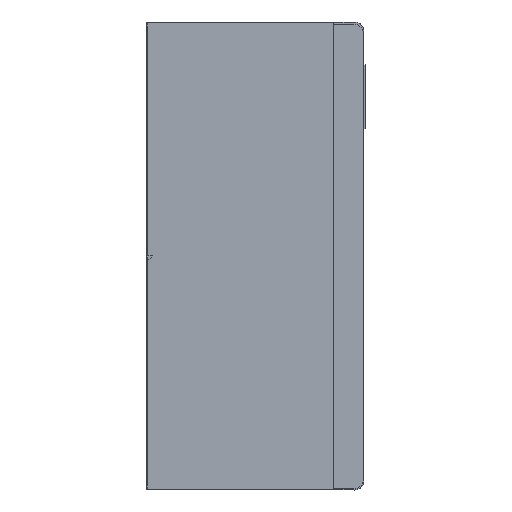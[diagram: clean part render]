
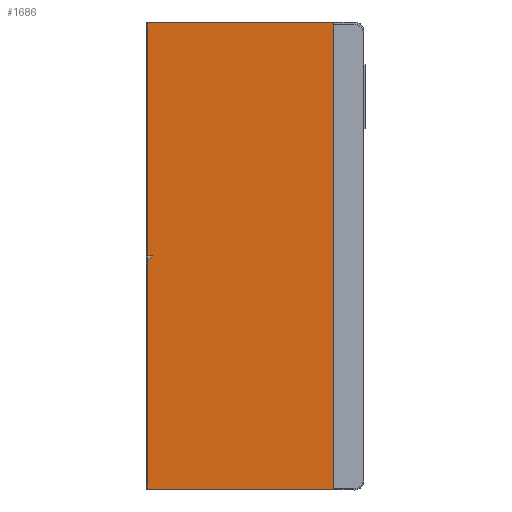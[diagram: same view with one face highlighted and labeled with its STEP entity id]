
A CAD part, front view. The second image highlights one B-rep face of the part: STEP entity #1686.
In plain terms, the highlighted planar face has unit normal (0, -1, 0).
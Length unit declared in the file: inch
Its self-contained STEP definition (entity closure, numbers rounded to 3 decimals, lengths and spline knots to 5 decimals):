
#5 = EDGE_CURVE ( 'NONE', #742, #645, #1733, .T. ) ;
#28 = ORIENTED_EDGE ( 'NONE', *, *, #2634, .F. ) ;
#54 = LINE ( 'NONE', #1450, #2192 ) ;
#83 = VERTEX_POINT ( 'NONE', #2475 ) ;
#86 = VECTOR ( 'NONE', #406, 39.37008 ) ;
#114 = CARTESIAN_POINT ( 'NONE',  ( 0.15355, -11.49961, -0.57911 ) ) ;
#165 = ORIENTED_EDGE ( 'NONE', *, *, #2600, .F. ) ;
#207 = DIRECTION ( 'NONE',  ( -1., 0., 0. ) ) ;
#213 = CARTESIAN_POINT ( 'NONE',  ( 10.6177, -11.49961, -26.29582 ) ) ;
#235 = LINE ( 'NONE', #1624, #2213 ) ;
#257 = VERTEX_POINT ( 'NONE', #213 ) ;
#258 = CARTESIAN_POINT ( 'NONE',  ( 0.43989, -11.49961, -13.17291 ) ) ;
#272 = LINE ( 'NONE', #258, #1851 ) ;
#278 = VECTOR ( 'NONE', #2363, 39.37008 ) ;
#284 = EDGE_CURVE ( 'NONE', #1417, #1298, #235, .T. ) ;
#294 = LINE ( 'NONE', #747, #1448 ) ;
#328 = EDGE_CURVE ( 'NONE', #985, #2028, #294, .T. ) ;
#355 = ORIENTED_EDGE ( 'NONE', *, *, #5, .T. ) ;
#364 = LINE ( 'NONE', #1464, #1461 ) ;
#406 = DIRECTION ( 'NONE',  ( 0., 0., -1. ) ) ;
#499 = EDGE_CURVE ( 'NONE', #257, #742, #54, .T. ) ;
#592 = DIRECTION ( 'NONE',  ( 0., 0., 1. ) ) ;
#632 = VERTEX_POINT ( 'NONE', #2425 ) ;
#637 = VECTOR ( 'NONE', #811, 39.37008 ) ;
#645 = VERTEX_POINT ( 'NONE', #1634 ) ;
#742 = VERTEX_POINT ( 'NONE', #2610 ) ;
#747 = CARTESIAN_POINT ( 'NONE',  ( 0.15355, -11.49961, -25.76671 ) ) ;
#811 = DIRECTION ( 'NONE',  ( 0., 0., 1. ) ) ;
#820 = ORIENTED_EDGE ( 'NONE', *, *, #1793, .F. ) ;
#836 = DIRECTION ( 'NONE',  ( 1., 0., 0. ) ) ;
#870 = ORIENTED_EDGE ( 'NONE', *, *, #2486, .T. ) ;
#885 = DIRECTION ( 'NONE',  ( -1., 0., 0. ) ) ;
#898 = CARTESIAN_POINT ( 'NONE',  ( 0.18355, -11.49961, -66.59759 ) ) ;
#933 = VECTOR ( 'NONE', #592, 39.37008 ) ;
#955 = EDGE_CURVE ( 'NONE', #1364, #257, #1309, .T. ) ;
#985 = VERTEX_POINT ( 'NONE', #2429 ) ;
#987 = ORIENTED_EDGE ( 'NONE', *, *, #955, .T. ) ;
#1002 = LINE ( 'NONE', #1373, #1425 ) ;
#1004 = CARTESIAN_POINT ( 'NONE',  ( 0.15355, -11.49961, -0.05 ) ) ;
#1007 = CARTESIAN_POINT ( 'NONE',  ( 0.15355, -11.49961, -26.29582 ) ) ;
#1035 = LINE ( 'NONE', #1567, #86 ) ;
#1109 = AXIS2_PLACEMENT_3D ( 'NONE', #898, #1320, #1112 ) ;
#1112 = DIRECTION ( 'NONE',  ( 0., 0., -1. ) ) ;
#1117 = ORIENTED_EDGE ( 'NONE', *, *, #284, .T. ) ;
#1215 = ORIENTED_EDGE ( 'NONE', *, *, #328, .F. ) ;
#1298 = VERTEX_POINT ( 'NONE', #1785 ) ;
#1309 = LINE ( 'NONE', #2152, #278 ) ;
#1320 = DIRECTION ( 'NONE',  ( 0., -1., 0. ) ) ;
#1321 = EDGE_LOOP ( 'NONE', ( #820, #1215, #870, #987, #1482, #355, #165, #1117, #28, #2033, #1554 ) ) ;
#1364 = VERTEX_POINT ( 'NONE', #1007 ) ;
#1373 = CARTESIAN_POINT ( 'NONE',  ( 0.18355, -11.49961, -66.59759 ) ) ;
#1417 = VERTEX_POINT ( 'NONE', #114 ) ;
#1425 = VECTOR ( 'NONE', #2628, 39.37008 ) ;
#1448 = VECTOR ( 'NONE', #1762, 39.37008 ) ;
#1450 = CARTESIAN_POINT ( 'NONE',  ( 10.6177, -11.49961, 0. ) ) ;
#1461 = VECTOR ( 'NONE', #207, 39.37008 ) ;
#1464 = CARTESIAN_POINT ( 'NONE',  ( 0.18355, -11.49961, -13.17291 ) ) ;
#1482 = ORIENTED_EDGE ( 'NONE', *, *, #499, .T. ) ;
#1554 = ORIENTED_EDGE ( 'NONE', *, *, #2224, .F. ) ;
#1567 = CARTESIAN_POINT ( 'NONE',  ( 0.15355, -11.49961, -26.29582 ) ) ;
#1624 = CARTESIAN_POINT ( 'NONE',  ( 0.15355, -11.49961, -0.57911 ) ) ;
#1634 = CARTESIAN_POINT ( 'NONE',  ( 0.15355, -11.49961, -0.05 ) ) ;
#1648 = EDGE_CURVE ( 'NONE', #632, #2333, #364, .T. ) ;
#1686 = ADVANCED_FACE ( 'NONE', ( #2381 ), #1732, .T. ) ;
#1732 = PLANE ( 'NONE',  #1109 ) ;
#1733 = LINE ( 'NONE', #2142, #2445 ) ;
#1762 = DIRECTION ( 'NONE',  ( 1., 0., 0. ) ) ;
#1785 = CARTESIAN_POINT ( 'NONE',  ( 0.18355, -11.49961, -0.57911 ) ) ;
#1793 = EDGE_CURVE ( 'NONE', #2028, #83, #1002, .T. ) ;
#1851 = VECTOR ( 'NONE', #1892, 39.37008 ) ;
#1858 = CARTESIAN_POINT ( 'NONE',  ( 0.18355, -11.49961, -66.59759 ) ) ;
#1861 = CARTESIAN_POINT ( 'NONE',  ( 0.18355, -11.49961, -13.17291 ) ) ;
#1892 = DIRECTION ( 'NONE',  ( 0.724, 0., 0.689 ) ) ;
#1915 = LINE ( 'NONE', #1858, #637 ) ;
#2028 = VERTEX_POINT ( 'NONE', #2366 ) ;
#2033 = ORIENTED_EDGE ( 'NONE', *, *, #1648, .F. ) ;
#2046 = LINE ( 'NONE', #1004, #933 ) ;
#2142 = CARTESIAN_POINT ( 'NONE',  ( 0.18355, -11.49961, -0.05 ) ) ;
#2152 = CARTESIAN_POINT ( 'NONE',  ( 0.18355, -11.49961, -26.29582 ) ) ;
#2192 = VECTOR ( 'NONE', #2645, 39.37008 ) ;
#2213 = VECTOR ( 'NONE', #836, 39.37008 ) ;
#2224 = EDGE_CURVE ( 'NONE', #83, #632, #272, .T. ) ;
#2333 = VERTEX_POINT ( 'NONE', #1861 ) ;
#2363 = DIRECTION ( 'NONE',  ( 1., 0., 0. ) ) ;
#2366 = CARTESIAN_POINT ( 'NONE',  ( 0.18355, -11.49961, -25.76671 ) ) ;
#2381 = FACE_OUTER_BOUND ( 'NONE', #1321, .T. ) ;
#2425 = CARTESIAN_POINT ( 'NONE',  ( 0.43989, -11.49961, -13.17291 ) ) ;
#2429 = CARTESIAN_POINT ( 'NONE',  ( 0.15355, -11.49961, -25.76671 ) ) ;
#2445 = VECTOR ( 'NONE', #885, 39.37008 ) ;
#2475 = CARTESIAN_POINT ( 'NONE',  ( 0.18355, -11.49961, -13.4168 ) ) ;
#2486 = EDGE_CURVE ( 'NONE', #985, #1364, #1035, .T. ) ;
#2600 = EDGE_CURVE ( 'NONE', #1417, #645, #2046, .T. ) ;
#2610 = CARTESIAN_POINT ( 'NONE',  ( 10.6177, -11.49961, -0.05 ) ) ;
#2628 = DIRECTION ( 'NONE',  ( 0., 0., 1. ) ) ;
#2634 = EDGE_CURVE ( 'NONE', #2333, #1298, #1915, .T. ) ;
#2645 = DIRECTION ( 'NONE',  ( 0., 0., 1. ) ) ;
